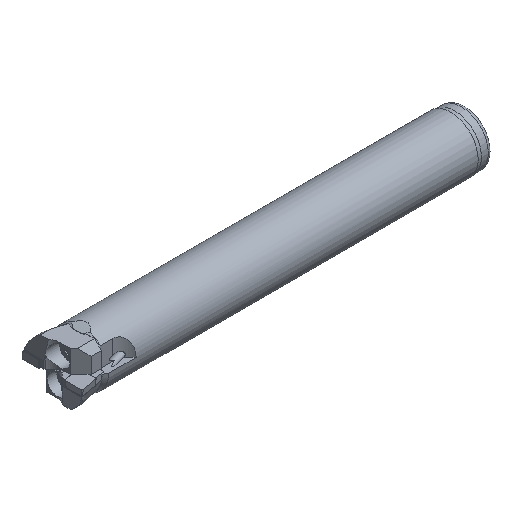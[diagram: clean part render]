
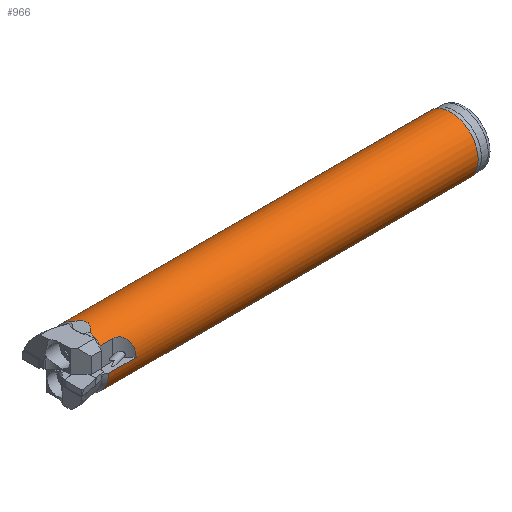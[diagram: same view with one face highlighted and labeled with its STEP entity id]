
A CAD part, isometric view. The second image highlights one B-rep face of the part: STEP entity #966.
In plain terms, the highlighted cylindrical face has radius 10 mm (diameter 20 mm), a full revolution.
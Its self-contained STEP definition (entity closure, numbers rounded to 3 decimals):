
#839=ELLIPSE('',#2727,38.637,10.);
#840=ELLIPSE('',#2729,38.637,10.);
#857=FACE_BOUND('',#1224,.T.);
#858=FACE_BOUND('',#1225,.T.);
#903=CYLINDRICAL_SURFACE('',#2731,10.);
#925=B_SPLINE_CURVE_WITH_KNOTS('',3,(#3481,#3482,#3483,#3484,#3485,#3486,
#3487,#3488),.UNSPECIFIED.,.F.,.F.,(4,2,2,4),(0.,0.5,0.75,1.),
 .UNSPECIFIED.);
#933=B_SPLINE_CURVE_WITH_KNOTS('',3,(#3575,#3576,#3577,#3578,#3579,#3580,
#3581,#3582),.UNSPECIFIED.,.F.,.F.,(4,2,2,4),(0.,0.5,0.75,1.),
 .UNSPECIFIED.);
#966=ADVANCED_FACE('',(#857,#858),#903,.T.);
#1224=EDGE_LOOP('',(#1439));
#1225=EDGE_LOOP('',(#1440,#1441,#1442,#1443,#1444,#1445,#1446,#1447,#1448,
#1449,#1450,#1451));
#1340=CIRCLE('',#2716,10.);
#1346=CIRCLE('',#2724,10.);
#1347=CIRCLE('',#2726,10.);
#1348=CIRCLE('',#2728,10.);
#1349=CIRCLE('',#2730,10.);
#1439=ORIENTED_EDGE('',*,*,#2162,.T.);
#1440=ORIENTED_EDGE('',*,*,#2160,.F.);
#1441=ORIENTED_EDGE('',*,*,#2163,.T.);
#1442=ORIENTED_EDGE('',*,*,#2141,.F.);
#1443=ORIENTED_EDGE('',*,*,#2164,.F.);
#1444=ORIENTED_EDGE('',*,*,#2136,.F.);
#1445=ORIENTED_EDGE('',*,*,#2165,.T.);
#1446=ORIENTED_EDGE('',*,*,#2166,.F.);
#1447=ORIENTED_EDGE('',*,*,#2167,.T.);
#1448=ORIENTED_EDGE('',*,*,#2168,.F.);
#1449=ORIENTED_EDGE('',*,*,#2169,.F.);
#1450=ORIENTED_EDGE('',*,*,#2170,.F.);
#1451=ORIENTED_EDGE('',*,*,#2171,.T.);
#1950=VERTEX_POINT('',#3480);
#1951=VERTEX_POINT('',#3489);
#1954=VERTEX_POINT('',#3503);
#1955=VERTEX_POINT('',#3505);
#1971=VERTEX_POINT('',#3556);
#1972=VERTEX_POINT('',#3558);
#1973=VERTEX_POINT('',#3562);
#1974=VERTEX_POINT('',#3566);
#1975=VERTEX_POINT('',#3568);
#1976=VERTEX_POINT('',#3570);
#1977=VERTEX_POINT('',#3572);
#1978=VERTEX_POINT('',#3574);
#1979=VERTEX_POINT('',#3583);
#2136=EDGE_CURVE('',#1950,#1951,#925,.T.);
#2141=EDGE_CURVE('',#1954,#1955,#1340,.T.);
#2160=EDGE_CURVE('',#1971,#1972,#1346,.T.);
#2162=EDGE_CURVE('',#1973,#1973,#1347,.T.);
#2163=EDGE_CURVE('',#1971,#1955,#839,.T.);
#2164=EDGE_CURVE('',#1951,#1954,#2408,.T.);
#2165=EDGE_CURVE('',#1950,#1974,#2409,.T.);
#2166=EDGE_CURVE('',#1975,#1974,#1348,.T.);
#2167=EDGE_CURVE('',#1975,#1976,#840,.T.);
#2168=EDGE_CURVE('',#1977,#1976,#1349,.T.);
#2169=EDGE_CURVE('',#1978,#1977,#2410,.T.);
#2170=EDGE_CURVE('',#1979,#1978,#933,.T.);
#2171=EDGE_CURVE('',#1979,#1972,#2411,.T.);
#2408=LINE('',#3564,#2564);
#2409=LINE('',#3565,#2565);
#2410=LINE('',#3573,#2566);
#2411=LINE('',#3584,#2567);
#2564=VECTOR('',#2957,1.);
#2565=VECTOR('',#2958,1.);
#2566=VECTOR('',#2965,1.);
#2567=VECTOR('',#2966,1.);
#2716=AXIS2_PLACEMENT_3D('',#3504,#2924,#2925);
#2724=AXIS2_PLACEMENT_3D('',#3557,#2948,#2949);
#2726=AXIS2_PLACEMENT_3D('',#3561,#2953,#2954);
#2727=AXIS2_PLACEMENT_3D('',#3563,#2955,#2956);
#2728=AXIS2_PLACEMENT_3D('',#3567,#2959,#2960);
#2729=AXIS2_PLACEMENT_3D('',#3569,#2961,#2962);
#2730=AXIS2_PLACEMENT_3D('',#3571,#2963,#2964);
#2731=AXIS2_PLACEMENT_3D('',#3585,#2967,#2968);
#2924=DIRECTION('',(-1.,0.,0.));
#2925=DIRECTION('',(0.,0.,1.));
#2948=DIRECTION('',(-1.,0.,0.));
#2949=DIRECTION('',(0.,0.,1.));
#2953=DIRECTION('',(-1.,0.,0.));
#2954=DIRECTION('',(0.,0.,1.));
#2955=DIRECTION('',(0.259,0.,0.966));
#2956=DIRECTION('',(-0.966,0.,0.259));
#2957=DIRECTION('',(-1.,0.,0.));
#2958=DIRECTION('',(-1.,0.,0.));
#2959=DIRECTION('',(-1.,0.,0.));
#2960=DIRECTION('',(0.,0.,1.));
#2961=DIRECTION('',(0.259,0.,-0.966));
#2962=DIRECTION('',(-0.966,0.,-0.259));
#2963=DIRECTION('',(-1.,0.,0.));
#2964=DIRECTION('',(0.,0.,1.));
#2965=DIRECTION('',(-1.,0.,0.));
#2966=DIRECTION('',(-1.,0.,0.));
#2967=DIRECTION('',(-1.,0.,0.));
#2968=DIRECTION('',(0.,0.,1.));
#3480=CARTESIAN_POINT('',(11.477,10.,0.));
#3481=CARTESIAN_POINT('',(11.477,10.,0.));
#3482=CARTESIAN_POINT('',(11.477,10.,-1.81));
#3483=CARTESIAN_POINT('',(11.222,9.456,-3.615));
#3484=CARTESIAN_POINT('',(9.915,8.278,-5.665));
#3485=CARTESIAN_POINT('',(9.307,7.845,-6.22));
#3486=CARTESIAN_POINT('',(7.807,7.203,-6.953));
#3487=CARTESIAN_POINT('',(6.91,7.,-7.141));
#3488=CARTESIAN_POINT('',(6.,7.,-7.141));
#3489=CARTESIAN_POINT('',(6.,7.,-7.141));
#3503=CARTESIAN_POINT('',(1.5,7.,-7.141));
#3504=CARTESIAN_POINT('',(1.5,0.,0.));
#3505=CARTESIAN_POINT('',(1.5,3.307,-9.437));
#3556=CARTESIAN_POINT('',(1.5,-3.307,-9.437));
#3557=CARTESIAN_POINT('',(1.5,0.,0.));
#3558=CARTESIAN_POINT('',(1.5,-10.,0.));
#3561=CARTESIAN_POINT('',(135.432,0.,0.));
#3562=CARTESIAN_POINT('',(135.432,0.,10.));
#3563=CARTESIAN_POINT('',(-33.721,0.,0.));
#3564=CARTESIAN_POINT('',(0.,7.,-7.141));
#3565=CARTESIAN_POINT('',(0.,10.,0.));
#3566=CARTESIAN_POINT('',(1.5,10.,0.));
#3567=CARTESIAN_POINT('',(1.5,0.,0.));
#3568=CARTESIAN_POINT('',(1.5,3.307,9.437));
#3569=CARTESIAN_POINT('',(-33.721,0.,0.));
#3570=CARTESIAN_POINT('',(1.5,-3.307,9.437));
#3571=CARTESIAN_POINT('',(1.5,0.,0.));
#3572=CARTESIAN_POINT('',(1.5,-7.,7.141));
#3573=CARTESIAN_POINT('',(0.,-7.,7.141));
#3574=CARTESIAN_POINT('',(6.,-7.,7.141));
#3575=CARTESIAN_POINT('',(11.477,-10.,0.));
#3576=CARTESIAN_POINT('',(11.477,-10.,1.81));
#3577=CARTESIAN_POINT('',(11.222,-9.456,3.615));
#3578=CARTESIAN_POINT('',(9.915,-8.278,5.665));
#3579=CARTESIAN_POINT('',(9.307,-7.845,6.22));
#3580=CARTESIAN_POINT('',(7.807,-7.203,6.953));
#3581=CARTESIAN_POINT('',(6.91,-7.,7.141));
#3582=CARTESIAN_POINT('',(6.,-7.,7.141));
#3583=CARTESIAN_POINT('',(11.477,-10.,0.));
#3584=CARTESIAN_POINT('',(0.,-10.,0.));
#3585=CARTESIAN_POINT('',(0.,0.,0.));
